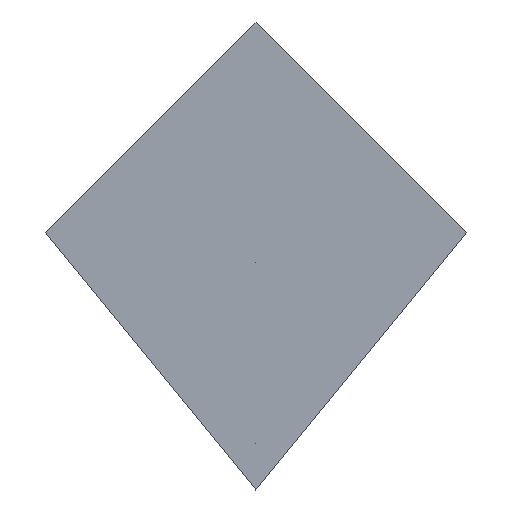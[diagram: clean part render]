
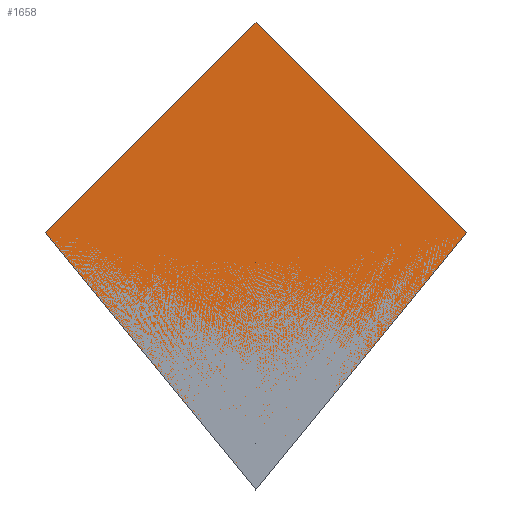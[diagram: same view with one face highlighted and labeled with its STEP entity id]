
A CAD part, left-side view. The second image highlights one B-rep face of the part: STEP entity #1658.
In plain terms, the highlighted free-form (B-spline) face has degree [1, 1] with [2, 2] control points.
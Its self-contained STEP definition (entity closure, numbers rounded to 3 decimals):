
#1314 = EDGE_CURVE('',#1315,#1315,#1317,.T.);
#1315 = VERTEX_POINT('',#1316);
#1316 = CARTESIAN_POINT('',(16.,0.,0.));
#1317 = ( BOUNDED_CURVE() B_SPLINE_CURVE(2,(#1318,#1319,#1320,#1321,
    #1322,#1323,#1324,#1325,#1326),.UNSPECIFIED.,.T.,.F.) 
B_SPLINE_CURVE_WITH_KNOTS((3,2,2,2,3),(-3.142,-1.571,0.
,1.571,3.142),.UNSPECIFIED.) CURVE() 
GEOMETRIC_REPRESENTATION_ITEM() RATIONAL_B_SPLINE_CURVE((1.,
    0.707,1.,0.707,1.,0.707,1.,0.707
,1.)) REPRESENTATION_ITEM('') );
#1318 = CARTESIAN_POINT('',(16.,0.,0.));
#1319 = CARTESIAN_POINT('',(16.,16.,0.));
#1320 = CARTESIAN_POINT('',(0.,16.,0.));
#1321 = CARTESIAN_POINT('',(-16.,16.,0.));
#1322 = CARTESIAN_POINT('',(-16.,0.,0.));
#1323 = CARTESIAN_POINT('',(-16.,-16.,0.));
#1324 = CARTESIAN_POINT('',(0.,-16.,0.));
#1325 = CARTESIAN_POINT('',(16.,-16.,0.));
#1326 = CARTESIAN_POINT('',(16.,0.,0.));
#1357 = EDGE_CURVE('',#1358,#1358,#1360,.T.);
#1358 = VERTEX_POINT('',#1359);
#1359 = CARTESIAN_POINT('',(-41.,0.,0.));
#1360 = ( BOUNDED_CURVE() B_SPLINE_CURVE(2,(#1361,#1362,#1363,#1364,
    #1365,#1366,#1367,#1368,#1369),.UNSPECIFIED.,.T.,.F.) 
B_SPLINE_CURVE_WITH_KNOTS((3,2,2,2,3),(-3.142,-1.571,0.
,1.571,3.142),.UNSPECIFIED.) CURVE() 
GEOMETRIC_REPRESENTATION_ITEM() RATIONAL_B_SPLINE_CURVE((1.,
    0.707,1.,0.707,1.,0.707,1.,0.707
,1.)) REPRESENTATION_ITEM('') );
#1361 = CARTESIAN_POINT('',(-41.,0.,0.));
#1362 = CARTESIAN_POINT('',(-41.,9.,0.));
#1363 = CARTESIAN_POINT('',(-50.,9.,0.));
#1364 = CARTESIAN_POINT('',(-59.,9.,0.));
#1365 = CARTESIAN_POINT('',(-59.,0.,0.));
#1366 = CARTESIAN_POINT('',(-59.,-9.,0.));
#1367 = CARTESIAN_POINT('',(-50.,-9.,0.));
#1368 = CARTESIAN_POINT('',(-41.,-9.,0.));
#1369 = CARTESIAN_POINT('',(-41.,0.,0.));
#1413 = EDGE_CURVE('',#1414,#1414,#1416,.T.);
#1414 = VERTEX_POINT('',#1415);
#1415 = CARTESIAN_POINT('',(9.,-50.,0.));
#1416 = ( BOUNDED_CURVE() B_SPLINE_CURVE(2,(#1417,#1418,#1419,#1420,
    #1421,#1422,#1423,#1424,#1425),.UNSPECIFIED.,.T.,.F.) 
B_SPLINE_CURVE_WITH_KNOTS((3,2,2,2,3),(-3.142,-1.571,0.
,1.571,3.142),.UNSPECIFIED.) CURVE() 
GEOMETRIC_REPRESENTATION_ITEM() RATIONAL_B_SPLINE_CURVE((1.,
    0.707,1.,0.707,1.,0.707,1.,0.707
,1.)) REPRESENTATION_ITEM('') );
#1417 = CARTESIAN_POINT('',(9.,-50.,0.));
#1418 = CARTESIAN_POINT('',(9.,-41.,0.));
#1419 = CARTESIAN_POINT('',(0.,-41.,0.));
#1420 = CARTESIAN_POINT('',(-9.,-41.,0.));
#1421 = CARTESIAN_POINT('',(-9.,-50.,0.));
#1422 = CARTESIAN_POINT('',(-9.,-59.,0.));
#1423 = CARTESIAN_POINT('',(0.,-59.,0.));
#1424 = CARTESIAN_POINT('',(9.,-59.,0.));
#1425 = CARTESIAN_POINT('',(9.,-50.,0.));
#1469 = EDGE_CURVE('',#1470,#1470,#1472,.T.);
#1470 = VERTEX_POINT('',#1471);
#1471 = CARTESIAN_POINT('',(59.,0.,0.));
#1472 = ( BOUNDED_CURVE() B_SPLINE_CURVE(2,(#1473,#1474,#1475,#1476,
    #1477,#1478,#1479,#1480,#1481),.UNSPECIFIED.,.T.,.F.) 
B_SPLINE_CURVE_WITH_KNOTS((3,2,2,2,3),(-3.142,-1.571,0.
,1.571,3.142),.UNSPECIFIED.) CURVE() 
GEOMETRIC_REPRESENTATION_ITEM() RATIONAL_B_SPLINE_CURVE((1.,
    0.707,1.,0.707,1.,0.707,1.,0.707
,1.)) REPRESENTATION_ITEM('') );
#1473 = CARTESIAN_POINT('',(59.,0.,0.));
#1474 = CARTESIAN_POINT('',(59.,9.,0.));
#1475 = CARTESIAN_POINT('',(50.,9.,0.));
#1476 = CARTESIAN_POINT('',(41.,9.,0.));
#1477 = CARTESIAN_POINT('',(41.,0.,0.));
#1478 = CARTESIAN_POINT('',(41.,-9.,0.));
#1479 = CARTESIAN_POINT('',(50.,-9.,0.));
#1480 = CARTESIAN_POINT('',(59.,-9.,0.));
#1481 = CARTESIAN_POINT('',(59.,0.,0.));
#1525 = EDGE_CURVE('',#1526,#1526,#1528,.T.);
#1526 = VERTEX_POINT('',#1527);
#1527 = CARTESIAN_POINT('',(9.,50.,0.));
#1528 = ( BOUNDED_CURVE() B_SPLINE_CURVE(2,(#1529,#1530,#1531,#1532,
    #1533,#1534,#1535,#1536,#1537),.UNSPECIFIED.,.T.,.F.) 
B_SPLINE_CURVE_WITH_KNOTS((3,2,2,2,3),(-3.142,-1.571,0.
,1.571,3.142),.UNSPECIFIED.) CURVE() 
GEOMETRIC_REPRESENTATION_ITEM() RATIONAL_B_SPLINE_CURVE((1.,
    0.707,1.,0.707,1.,0.707,1.,0.707
,1.)) REPRESENTATION_ITEM('') );
#1529 = CARTESIAN_POINT('',(9.,50.,0.));
#1530 = CARTESIAN_POINT('',(9.,59.,0.));
#1531 = CARTESIAN_POINT('',(0.,59.,0.));
#1532 = CARTESIAN_POINT('',(-9.,59.,0.));
#1533 = CARTESIAN_POINT('',(-9.,50.,0.));
#1534 = CARTESIAN_POINT('',(-9.,41.,0.));
#1535 = CARTESIAN_POINT('',(0.,41.,0.));
#1536 = CARTESIAN_POINT('',(9.,41.,0.));
#1537 = CARTESIAN_POINT('',(9.,50.,0.));
#1596 = VERTEX_POINT('',#1597);
#1597 = CARTESIAN_POINT('',(70.,0.,0.));
#1602 = EDGE_CURVE('',#1596,#1596,#1603,.T.);
#1603 = ( BOUNDED_CURVE() B_SPLINE_CURVE(2,(#1604,#1605,#1606,#1607,
    #1608,#1609,#1610,#1611,#1612),.UNSPECIFIED.,.T.,.F.) 
B_SPLINE_CURVE_WITH_KNOTS((3,2,2,2,3),(-3.142,-1.571,0.
,1.571,3.142),.UNSPECIFIED.) CURVE() 
GEOMETRIC_REPRESENTATION_ITEM() RATIONAL_B_SPLINE_CURVE((1.,
    0.707,1.,0.707,1.,0.707,1.,0.707
,1.)) REPRESENTATION_ITEM('') );
#1604 = CARTESIAN_POINT('',(70.,0.,0.));
#1605 = CARTESIAN_POINT('',(70.,-70.,0.));
#1606 = CARTESIAN_POINT('',(0.,-70.,0.));
#1607 = CARTESIAN_POINT('',(-70.,-70.,0.));
#1608 = CARTESIAN_POINT('',(-70.,0.,0.));
#1609 = CARTESIAN_POINT('',(-70.,70.,0.));
#1610 = CARTESIAN_POINT('',(0.,70.,0.));
#1611 = CARTESIAN_POINT('',(70.,70.,0.));
#1612 = CARTESIAN_POINT('',(70.,0.,0.));
#1658 = ADVANCED_FACE('',(#1659,#1662,#1665,#1668,#1671,#1674),#1677,.T.
  );
#1659 = FACE_BOUND('',#1660,.T.);
#1660 = EDGE_LOOP('',(#1661));
#1661 = ORIENTED_EDGE('',*,*,#1602,.T.);
#1662 = FACE_BOUND('',#1663,.T.);
#1663 = EDGE_LOOP('',(#1664));
#1664 = ORIENTED_EDGE('',*,*,#1314,.T.);
#1665 = FACE_BOUND('',#1666,.T.);
#1666 = EDGE_LOOP('',(#1667));
#1667 = ORIENTED_EDGE('',*,*,#1357,.T.);
#1668 = FACE_BOUND('',#1669,.T.);
#1669 = EDGE_LOOP('',(#1670));
#1670 = ORIENTED_EDGE('',*,*,#1413,.T.);
#1671 = FACE_BOUND('',#1672,.T.);
#1672 = EDGE_LOOP('',(#1673));
#1673 = ORIENTED_EDGE('',*,*,#1469,.T.);
#1674 = FACE_BOUND('',#1675,.T.);
#1675 = EDGE_LOOP('',(#1676));
#1676 = ORIENTED_EDGE('',*,*,#1525,.T.);
#1677 = B_SPLINE_SURFACE_WITH_KNOTS('',1,1,(
    (#1678,#1679)
    ,(#1680,#1681
  )),.UNSPECIFIED.,.F.,.F.,.F.,(2,2),(2,2),(-7.001,7.001),(-7.001,7.001)
  ,.PIECEWISE_BEZIER_KNOTS.);
#1678 = CARTESIAN_POINT('',(70.01,-70.01,0.));
#1679 = CARTESIAN_POINT('',(70.01,70.01,0.));
#1680 = CARTESIAN_POINT('',(-70.01,-70.01,0.));
#1681 = CARTESIAN_POINT('',(-70.01,70.01,0.));
